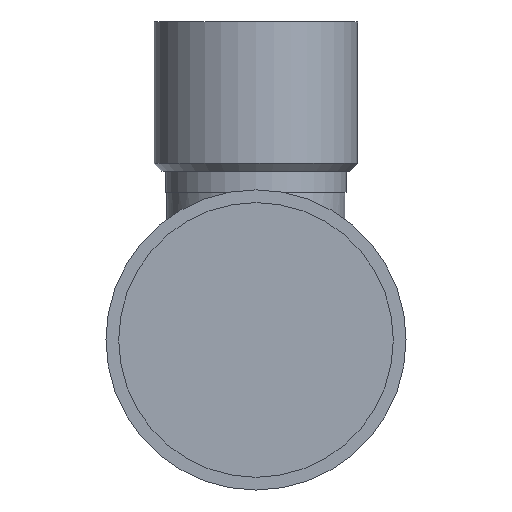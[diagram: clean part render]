
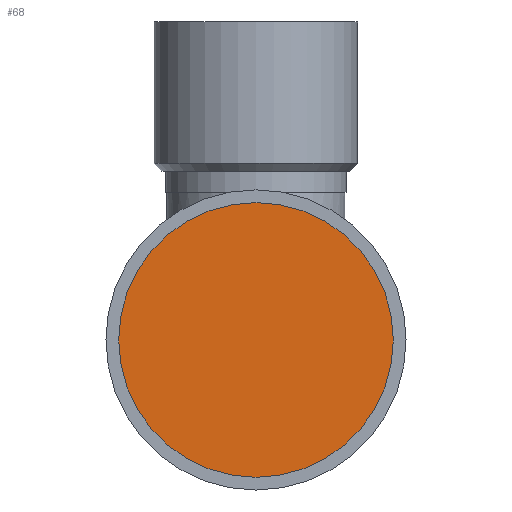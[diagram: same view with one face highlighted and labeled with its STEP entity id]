
A CAD part, front view. The second image highlights one B-rep face of the part: STEP entity #68.
In plain terms, the highlighted planar face has unit normal (0, -1, 0).
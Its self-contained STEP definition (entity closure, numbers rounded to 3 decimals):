
#68 = ADVANCED_FACE( '', ( #149 ), #150, .F. );
#149 = FACE_OUTER_BOUND( '', #234, .T. );
#150 = PLANE( '', #235 );
#234 = EDGE_LOOP( '', ( #337 ) );
#235 = AXIS2_PLACEMENT_3D( '', #338, #339, #340 );
#337 = ORIENTED_EDGE( '', *, *, #396, .F. );
#338 = CARTESIAN_POINT( '', ( 0., 33.7, 0. ) );
#339 = DIRECTION( '', ( 0., 1., 0. ) );
#340 = DIRECTION( '', ( 0., 0., 1. ) );
#396 = EDGE_CURVE( '', #443, #443, #444, .T. );
#443 = VERTEX_POINT( '', #608 );
#444 = CIRCLE( '', #609, 27. );
#608 = CARTESIAN_POINT( '', ( 27., 33.7, 0. ) );
#609 = AXIS2_PLACEMENT_3D( '', #665, #666, #667 );
#665 = CARTESIAN_POINT( '', ( 0., 33.7, 0. ) );
#666 = DIRECTION( '', ( 0., 1., 0. ) );
#667 = DIRECTION( '', ( 1., 0., 0. ) );
